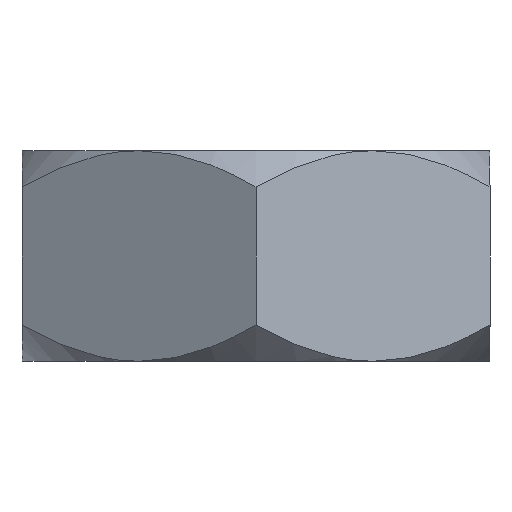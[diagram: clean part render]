
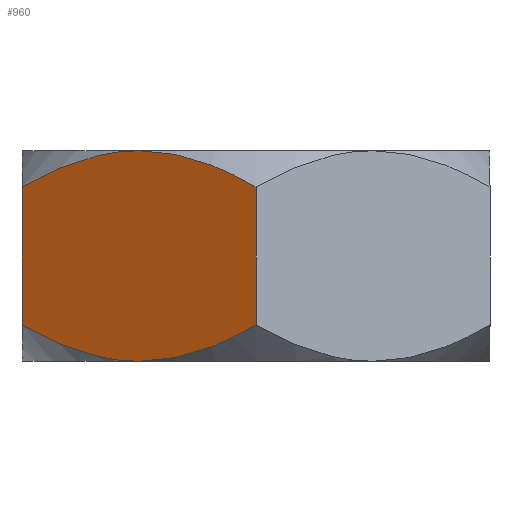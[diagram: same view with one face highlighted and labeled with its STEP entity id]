
A CAD part, left-side view. The second image highlights one B-rep face of the part: STEP entity #960.
In plain terms, the highlighted planar face has unit normal (-0.866, 0.5, 0).
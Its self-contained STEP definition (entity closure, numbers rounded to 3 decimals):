
#12 = B_SPLINE_CURVE_WITH_KNOTS ( 'NONE', 3,
 ( #1343, #2114, #1540, #2314, #587, #1356 ),
 .UNSPECIFIED., .F., .F.,
 ( 4, 2, 4 ),
 ( 0.006, 0.009, 0.012 ),
 .UNSPECIFIED. ) ;
#13 = CARTESIAN_POINT ( 'NONE',  ( -5.774, 10., 4.5 ) ) ;
#102 = CARTESIAN_POINT ( 'NONE',  ( -8.407, 5.438, 4.5 ) ) ;
#131 = CARTESIAN_POINT ( 'NONE',  ( -6.226, 9.216, -3.406 ) ) ;
#173 = ORIENTED_EDGE ( 'NONE', *, *, #1954, .F. ) ;
#178 = LINE ( 'NONE', #2279, #2494 ) ;
#193 = VECTOR ( 'NONE', #576, 1000. ) ;
#272 = ORIENTED_EDGE ( 'NONE', *, *, #412, .T. ) ;
#308 = CARTESIAN_POINT ( 'NONE',  ( -7.408, 7.168, -4.202 ) ) ;
#342 = CARTESIAN_POINT ( 'NONE',  ( -9.162, 4.13, -4.5 ) ) ;
#403 = DIRECTION ( 'NONE',  ( 0.866, -0.5, 0. ) ) ;
#412 = EDGE_CURVE ( 'NONE', #920, #1388, #1534, .T. ) ;
#428 = EDGE_CURVE ( 'NONE', #502, #2025, #2427, .T. ) ;
#435 = CARTESIAN_POINT ( 'NONE',  ( -8.66, 5., 4.5 ) ) ;
#502 = VERTEX_POINT ( 'NONE', #551 ) ;
#551 = CARTESIAN_POINT ( 'NONE',  ( -5.774, 10., 2.953 ) ) ;
#576 = DIRECTION ( 'NONE',  ( 0., 0., -1. ) ) ;
#577 = DIRECTION ( 'NONE',  ( 0., 0., -1. ) ) ;
#587 = CARTESIAN_POINT ( 'NONE',  ( -11.095, 0.783, 3.405 ) ) ;
#639 = CARTESIAN_POINT ( 'NONE',  ( -7.652, 6.746, 4.311 ) ) ;
#653 = B_SPLINE_CURVE_WITH_KNOTS ( 'NONE', 3,
 ( #1232, #131, #2020, #308, #1054, #896, #1068, #2382 ),
 .UNSPECIFIED., .F., .F.,
 ( 4, 2, 2, 4 ),
 ( 0., 0.003, 0.004, 0.006 ),
 .UNSPECIFIED. ) ;
#665 = CARTESIAN_POINT ( 'NONE',  ( -6.689, 8.414, 3.79 ) ) ;
#698 = CARTESIAN_POINT ( 'NONE',  ( -8.151, 5.882, 4.46 ) ) ;
#727 = CARTESIAN_POINT ( 'NONE',  ( -9.656, 3.275, -4.346 ) ) ;
#867 = EDGE_CURVE ( 'NONE', #1034, #1648, #12, .T. ) ;
#876 = ORIENTED_EDGE ( 'NONE', *, *, #867, .F. ) ;
#882 = CARTESIAN_POINT ( 'NONE',  ( -5.774, 10., -2.953 ) ) ;
#896 = CARTESIAN_POINT ( 'NONE',  ( -8.151, 5.882, -4.46 ) ) ;
#920 = VERTEX_POINT ( 'NONE', #1150 ) ;
#960 = ADVANCED_FACE ( 'NONE', ( #1733 ), #987, .F. ) ;
#987 = PLANE ( 'NONE',  #1878 ) ;
#1022 = EDGE_LOOP ( 'NONE', ( #2198, #2434, #272, #1690, #876, #173 ) ) ;
#1034 = VERTEX_POINT ( 'NONE', #435 ) ;
#1054 = CARTESIAN_POINT ( 'NONE',  ( -7.652, 6.746, -4.311 ) ) ;
#1068 = CARTESIAN_POINT ( 'NONE',  ( -8.407, 5.438, -4.5 ) ) ;
#1072 = CARTESIAN_POINT ( 'NONE',  ( -8.66, 5., -4.5 ) ) ;
#1150 = CARTESIAN_POINT ( 'NONE',  ( -8.66, 5., -4.5 ) ) ;
#1232 = CARTESIAN_POINT ( 'NONE',  ( -5.774, 10., -2.953 ) ) ;
#1343 = CARTESIAN_POINT ( 'NONE',  ( -8.66, 5., 4.5 ) ) ;
#1356 = CARTESIAN_POINT ( 'NONE',  ( -11.547, 0., 2.953 ) ) ;
#1388 = VERTEX_POINT ( 'NONE', #1759 ) ;
#1493 = CARTESIAN_POINT ( 'NONE',  ( -10.629, 1.589, -3.793 ) ) ;
#1534 = B_SPLINE_CURVE_WITH_KNOTS ( 'NONE', 3,
 ( #1072, #342, #727, #1493, #2264, #1843 ),
 .UNSPECIFIED., .F., .F.,
 ( 4, 2, 4 ),
 ( 0.006, 0.009, 0.012 ),
 .UNSPECIFIED. ) ;
#1540 = CARTESIAN_POINT ( 'NONE',  ( -9.656, 3.275, 4.346 ) ) ;
#1648 = VERTEX_POINT ( 'NONE', #1732 ) ;
#1673 = EDGE_CURVE ( 'NONE', #1648, #1388, #178, .T. ) ;
#1690 = ORIENTED_EDGE ( 'NONE', *, *, #1673, .F. ) ;
#1732 = CARTESIAN_POINT ( 'NONE',  ( -11.547, 0., 2.953 ) ) ;
#1733 = FACE_OUTER_BOUND ( 'NONE', #1022, .T. ) ;
#1759 = CARTESIAN_POINT ( 'NONE',  ( -11.547, 0., -2.953 ) ) ;
#1825 = CARTESIAN_POINT ( 'NONE',  ( -6.226, 9.216, 3.406 ) ) ;
#1843 = CARTESIAN_POINT ( 'NONE',  ( -11.547, 0., -2.953 ) ) ;
#1878 = AXIS2_PLACEMENT_3D ( 'NONE', #13, #403, #2140 ) ;
#1949 = EDGE_CURVE ( 'NONE', #2025, #920, #653, .T. ) ;
#1954 = EDGE_CURVE ( 'NONE', #502, #1034, #2285, .T. ) ;
#2004 = CARTESIAN_POINT ( 'NONE',  ( -8.66, 5., 4.5 ) ) ;
#2020 = CARTESIAN_POINT ( 'NONE',  ( -6.689, 8.414, -3.79 ) ) ;
#2025 = VERTEX_POINT ( 'NONE', #882 ) ;
#2114 = CARTESIAN_POINT ( 'NONE',  ( -9.162, 4.13, 4.5 ) ) ;
#2116 = CARTESIAN_POINT ( 'NONE',  ( -5.774, 10., 4.5 ) ) ;
#2140 = DIRECTION ( 'NONE',  ( 0.5, 0.866, 0. ) ) ;
#2198 = ORIENTED_EDGE ( 'NONE', *, *, #428, .T. ) ;
#2264 = CARTESIAN_POINT ( 'NONE',  ( -11.095, 0.783, -3.405 ) ) ;
#2279 = CARTESIAN_POINT ( 'NONE',  ( -11.547, 0., 4.5 ) ) ;
#2285 = B_SPLINE_CURVE_WITH_KNOTS ( 'NONE', 3,
 ( #2410, #1825, #665, #2367, #639, #698, #102, #2004 ),
 .UNSPECIFIED., .F., .F.,
 ( 4, 2, 2, 4 ),
 ( 0., 0.003, 0.004, 0.006 ),
 .UNSPECIFIED. ) ;
#2314 = CARTESIAN_POINT ( 'NONE',  ( -10.629, 1.589, 3.793 ) ) ;
#2367 = CARTESIAN_POINT ( 'NONE',  ( -7.408, 7.168, 4.202 ) ) ;
#2382 = CARTESIAN_POINT ( 'NONE',  ( -8.66, 5., -4.5 ) ) ;
#2410 = CARTESIAN_POINT ( 'NONE',  ( -5.774, 10., 2.953 ) ) ;
#2427 = LINE ( 'NONE', #2116, #193 ) ;
#2434 = ORIENTED_EDGE ( 'NONE', *, *, #1949, .T. ) ;
#2494 = VECTOR ( 'NONE', #577, 1000. ) ;
